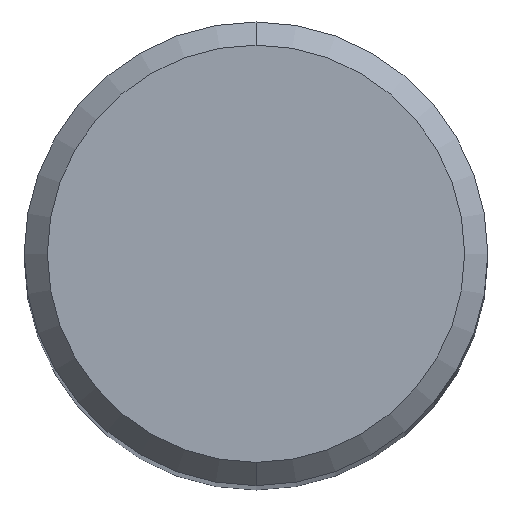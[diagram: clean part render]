
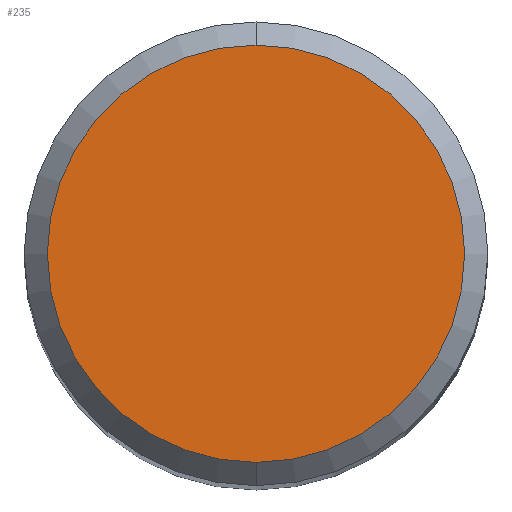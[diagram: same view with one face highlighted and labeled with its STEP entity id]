
A CAD part, top view. The second image highlights one B-rep face of the part: STEP entity #235.
In plain terms, the highlighted planar face has unit normal (0, 0, 1).
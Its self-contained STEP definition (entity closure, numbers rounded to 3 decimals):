
#189=VERTEX_POINT('',#498);
#235=ADVANCED_FACE('',(#547),#548,.T.);
#313=VERTEX_POINT('',#633);
#329=EDGE_CURVE('',#189,#313,#652,.T.);
#417=EDGE_CURVE('',#313,#189,#750,.T.);
#498=CARTESIAN_POINT('',(0.0,3.6,0.0));
#547=FACE_OUTER_BOUND('',#951,.T.);
#548=PLANE('',#952);
#633=CARTESIAN_POINT('',(0.,-3.6,0.0));
#652=CIRCLE('',#1125,3.6);
#750=CIRCLE('',#1286,3.6);
#951=EDGE_LOOP('',(#1521,#1522));
#952=AXIS2_PLACEMENT_3D('',#1523,#1524,#1525);
#1125=AXIS2_PLACEMENT_3D('',#1651,#1652,#1653);
#1286=AXIS2_PLACEMENT_3D('',#1766,#1767,#1768);
#1521=ORIENTED_EDGE('',*,*,#329,.F.);
#1522=ORIENTED_EDGE('',*,*,#417,.F.);
#1523=CARTESIAN_POINT('',(0.0,1.8,0.0));
#1524=DIRECTION('',(-0.0,0.0,1.0));
#1525=DIRECTION('',(0.0,-1.0,0.0));
#1651=CARTESIAN_POINT('',(0.0,0.0,0.0));
#1652=DIRECTION('',(0.0,0.0,-1.0));
#1653=DIRECTION('',(0.0,1.0,0.0));
#1766=CARTESIAN_POINT('',(0.0,0.0,0.0));
#1767=DIRECTION('',(0.0,0.0,-1.0));
#1768=DIRECTION('',(0.0,1.0,0.0));
